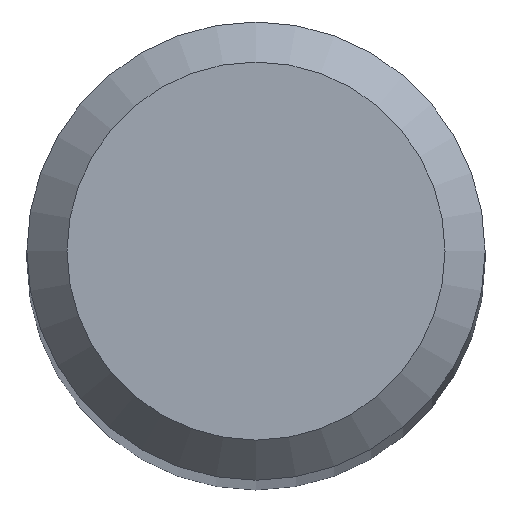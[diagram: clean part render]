
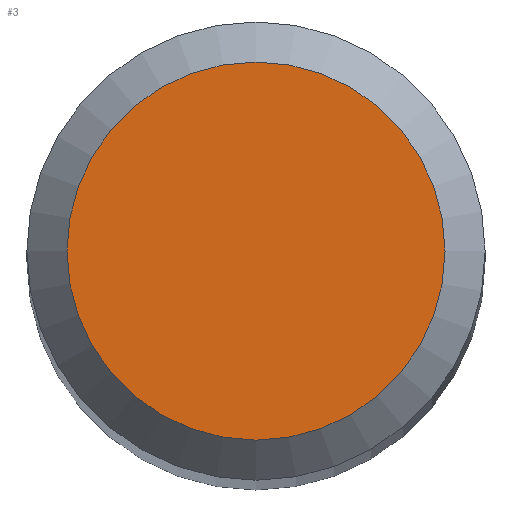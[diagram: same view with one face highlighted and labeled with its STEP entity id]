
A CAD part, top view. The second image highlights one B-rep face of the part: STEP entity #3.
In plain terms, the highlighted planar face has unit normal (0, 0, 1).
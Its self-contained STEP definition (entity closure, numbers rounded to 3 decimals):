
#2 = DIRECTION ( 'NONE',  ( 0., 0., -1. ) ) ;
#3 = ADVANCED_FACE ( 'NONE', ( #186 ), #112, .F. ) ;
#53 = DIRECTION ( 'NONE',  ( 0., 1., 0. ) ) ;
#65 = AXIS2_PLACEMENT_3D ( 'NONE', #136, #170, #189 ) ;
#74 = EDGE_CURVE ( 'NONE', #193, #193, #80, .T. ) ;
#80 = CIRCLE ( 'NONE', #65, 1.65 ) ;
#112 = PLANE ( 'NONE',  #172 ) ;
#136 = CARTESIAN_POINT ( 'NONE',  ( 0., 0., 60. ) ) ;
#137 = CARTESIAN_POINT ( 'NONE',  ( 0., 0., 60. ) ) ;
#170 = DIRECTION ( 'NONE',  ( 0., 0., -1. ) ) ;
#172 = AXIS2_PLACEMENT_3D ( 'NONE', #137, #2, #53 ) ;
#175 = CARTESIAN_POINT ( 'NONE',  ( 0., 1.65, 60. ) ) ;
#184 = EDGE_LOOP ( 'NONE', ( #190 ) ) ;
#186 = FACE_OUTER_BOUND ( 'NONE', #184, .T. ) ;
#189 = DIRECTION ( 'NONE',  ( 0., 1., 0. ) ) ;
#190 = ORIENTED_EDGE ( 'NONE', *, *, #74, .F. ) ;
#193 = VERTEX_POINT ( 'NONE', #175 ) ;
